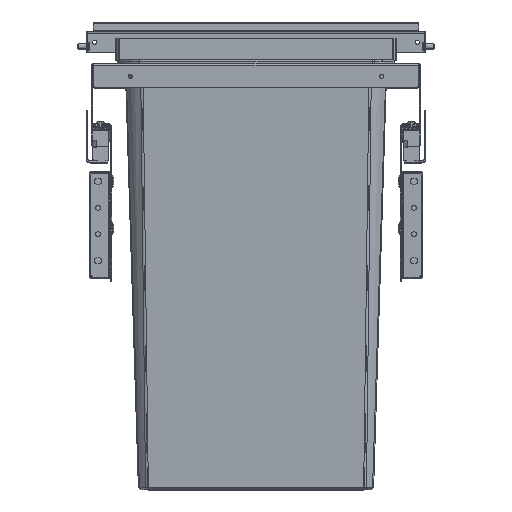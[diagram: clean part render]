
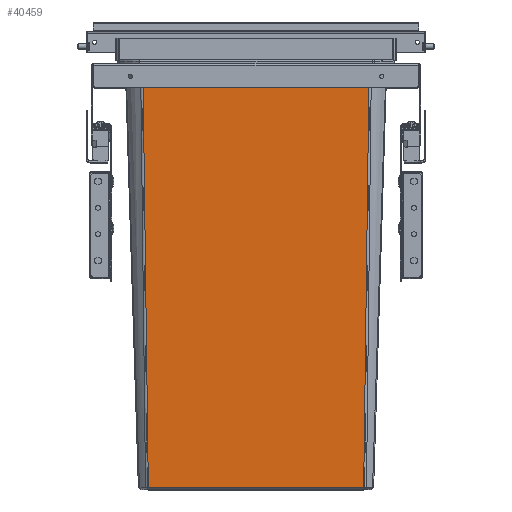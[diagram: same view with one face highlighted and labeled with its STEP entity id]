
A CAD part, top view. The second image highlights one B-rep face of the part: STEP entity #40459.
In plain terms, the highlighted planar face has unit normal (0, -0.031, 1).
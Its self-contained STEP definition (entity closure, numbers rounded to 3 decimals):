
#8918=EDGE_CURVE('9831',#20474,#20471,#20475,.T.);
#8958=EDGE_CURVE('9763',#20471,#20529,#20532,.T.);
#8960=EDGE_CURVE('9815',#20534,#20529,#20535,.T.);
#8962=EDGE_CURVE('9774',#20474,#20534,#20537,.T.);
#20471=VERTEX_POINT('',#39364);
#20474=VERTEX_POINT('',#39375);
#20475=LINE('',#39376,#39377);
#20529=VERTEX_POINT('',#39554);
#20532=B_SPLINE_CURVE_WITH_KNOTS('',3,(#39564,#39565,#39566,#39567,#39568,#39569),.UNSPECIFIED.,.F.,.F.,(4,1,1,4),(0.0,0.333,0.667,1.0),.UNSPECIFIED.);
#20534=VERTEX_POINT('',#39572);
#20535=LINE('',#39573,#39574);
#20537=B_SPLINE_CURVE_WITH_KNOTS('',3,(#39577,#39578,#39579,#39580,#39581,#39582),.UNSPECIFIED.,.F.,.F.,(4,1,1,4),(0.0,0.333,0.667,1.0),.UNSPECIFIED.);
#39364=CARTESIAN_POINT('',(-137.43,9.8,-14.179));
#39375=CARTESIAN_POINT('',(137.429,9.8,-14.179));
#39376=CARTESIAN_POINT('',(137.429,9.8,-14.179));
#39377=VECTOR('',#60969,274.859);
#39554=CARTESIAN_POINT('',(-130.632,-514.329,-30.517));
#39564=CARTESIAN_POINT('',(-137.43,9.8,-14.179));
#39565=CARTESIAN_POINT('',(-136.582,-56.972,-16.26));
#39566=CARTESIAN_POINT('',(-134.951,-184.81,-20.245));
#39567=CARTESIAN_POINT('',(-132.716,-358.071,-25.646));
#39568=CARTESIAN_POINT('',(-131.313,-463.993,-28.948));
#39569=CARTESIAN_POINT('',(-130.632,-514.329,-30.517));
#39572=CARTESIAN_POINT('',(130.632,-514.329,-30.517));
#39573=CARTESIAN_POINT('',(130.632,-514.329,-30.517));
#39574=VECTOR('',#60976,261.264);
#39577=CARTESIAN_POINT('',(137.429,9.8,-14.179));
#39578=CARTESIAN_POINT('',(136.581,-56.973,-16.26));
#39579=CARTESIAN_POINT('',(134.951,-184.81,-20.245));
#39580=CARTESIAN_POINT('',(132.716,-358.071,-25.646));
#39581=CARTESIAN_POINT('',(131.313,-463.993,-28.948));
#39582=CARTESIAN_POINT('',(130.632,-514.329,-30.517));
#40459=ADVANCED_FACE('7140',(#61332),#61333,.T.);
#60969=DIRECTION('',(-1.0,0.,0.0));
#60976=DIRECTION('',(-1.0,0.,0.0));
#61332=FACE_OUTER_BOUND('',#78808,.T.);
#61333=PLANE('',#78809);
#78808=EDGE_LOOP('',(#92921,#92922,#92923,#92924));
#78809=AXIS2_PLACEMENT_3D('',#92925,#92926,#92927);
#92921=ORIENTED_EDGE('',*,*,#8960,.F.);
#92922=ORIENTED_EDGE('',*,*,#8962,.F.);
#92923=ORIENTED_EDGE('',*,*,#8918,.T.);
#92924=ORIENTED_EDGE('',*,*,#8958,.T.);
#92925=CARTESIAN_POINT('',(0.,-242.469,-22.042));
#92926=DIRECTION('',(0.0,-0.031,1.));
#92927=DIRECTION('',(-1.0,0.0,0.0));
